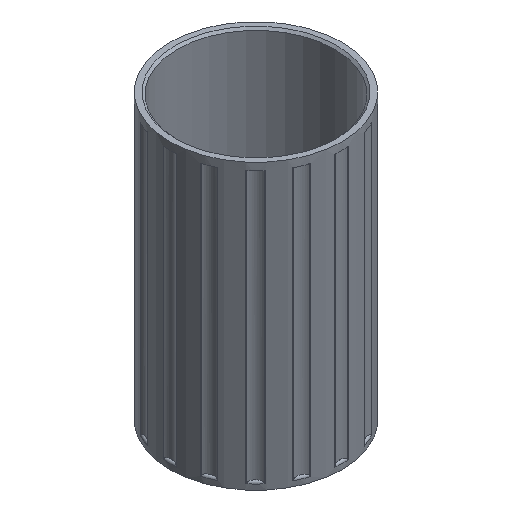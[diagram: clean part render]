
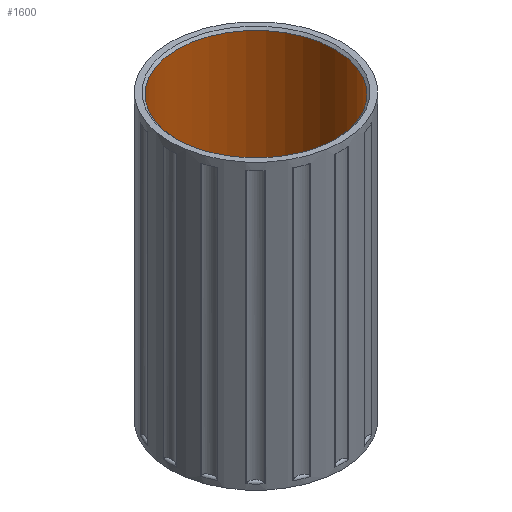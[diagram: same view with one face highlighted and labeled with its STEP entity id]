
A CAD part, isometric view. The second image highlights one B-rep face of the part: STEP entity #1600.
In plain terms, the highlighted cylindrical face has radius 36.5 mm (diameter 73 mm), a full revolution.
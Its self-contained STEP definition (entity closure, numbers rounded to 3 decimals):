
#92=FACE_OUTER_BOUND('',#209,.T.);
#209=EDGE_LOOP('',(#1143,#1144,#1145,#1146));
#408=CIRCLE('',#1757,36.5);
#409=CIRCLE('',#1759,36.5);
#522=LINE('',#2645,#590);
#590=VECTOR('',#2073,40.);
#696=VERTEX_POINT('',#2639);
#697=VERTEX_POINT('',#2643);
#871=EDGE_CURVE('',#696,#696,#408,.T.);
#872=EDGE_CURVE('',#697,#697,#409,.T.);
#873=EDGE_CURVE('',#697,#696,#522,.T.);
#1143=ORIENTED_EDGE('',*,*,#872,.F.);
#1144=ORIENTED_EDGE('',*,*,#873,.T.);
#1145=ORIENTED_EDGE('',*,*,#871,.F.);
#1146=ORIENTED_EDGE('',*,*,#873,.F.);
#1545=CYLINDRICAL_SURFACE('',#1758,36.5);
#1600=ADVANCED_FACE('',(#92),#1545,.F.);
#1757=AXIS2_PLACEMENT_3D('',#2641,#2067,#2068);
#1758=AXIS2_PLACEMENT_3D('',#2642,#2069,#2070);
#1759=AXIS2_PLACEMENT_3D('',#2644,#2071,#2072);
#2067=DIRECTION('center_axis',(0.,0.,-1.));
#2068=DIRECTION('ref_axis',(1.,0.,0.));
#2069=DIRECTION('center_axis',(0.,0.,1.));
#2070=DIRECTION('ref_axis',(1.,0.,0.));
#2071=DIRECTION('center_axis',(0.,0.,1.));
#2072=DIRECTION('ref_axis',(1.,0.,0.));
#2073=DIRECTION('',(0.,0.,1.));
#2639=CARTESIAN_POINT('',(-36.5,0.,131.));
#2641=CARTESIAN_POINT('Origin',(0.,0.,131.));
#2642=CARTESIAN_POINT('Origin',(0.,0.,0.));
#2643=CARTESIAN_POINT('',(-36.5,0.,0.));
#2644=CARTESIAN_POINT('Origin',(0.,0.,0.));
#2645=CARTESIAN_POINT('',(-36.5,0.,0.));
